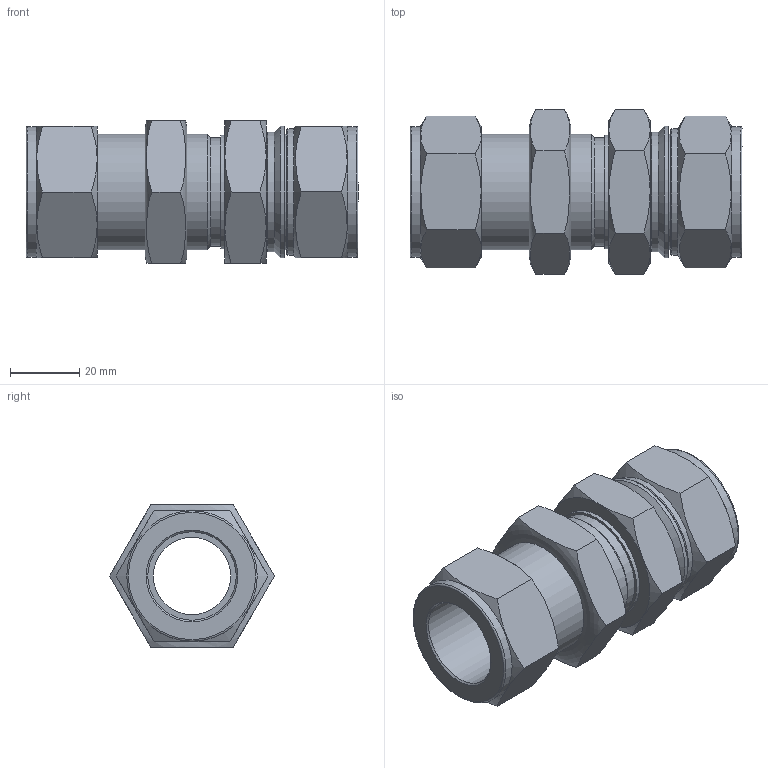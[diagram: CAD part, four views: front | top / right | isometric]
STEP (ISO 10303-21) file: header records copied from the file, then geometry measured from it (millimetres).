
FILE_DESCRIPTION(/* description */ (''),/* implementation_level */ '2;1');
FILE_NAME(/* name */ 'SBHUI-16.stp',/* time_stamp */ '2022-04-22T15:38:33+09:00',/* author */ ('user'),/* organization */ (''),/* preprocessor_version */ 'ST-DEVELOPER v18.1',/* originating_system */ 'Autodesk Inventor 2022',/* authorisation */ '');
FILE_SCHEMA (('AUTOMOTIVE_DESIGN { 1 0 10303 214 3 1 1 }','TECHNICAL_DATA_PACKAGING'));
Length unit declared in the file: millimetre
Products named in the file (1): SBHUI-16
Bounding box: 96.14 x 47.69 x 41.3 mm (x, y, z)
Volume: 66829.5 mm3; surface area: 25170 mm2
Topology: 1 solids, 1 shells, 84 faces, 184 edges, 111 vertices
Faces by surface type: plane 35, cone 29, cylinder 15, torus 5
Full cylindrical faces by diameter (mm): 22.35 x1, 25.6 x2, 31.45 x2, 31.85 x1, 33 x1, 33.34 x3, 34.5 x1, 36.5 x1, 37.8 x2, 38 x1
Entity records: 2304 total; most frequent: CARTESIAN_POINT 555, ORIENTED_EDGE 368, DIRECTION 352, EDGE_CURVE 184, AXIS2_PLACEMENT_3D 151, VERTEX_POINT 111, EDGE_LOOP 95, FACE_OUTER_BOUND 84
